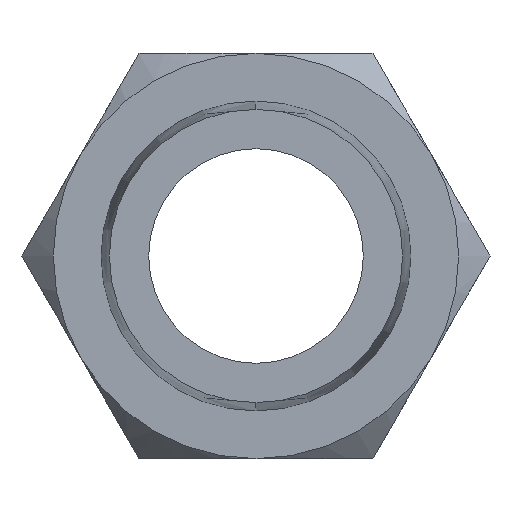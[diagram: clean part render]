
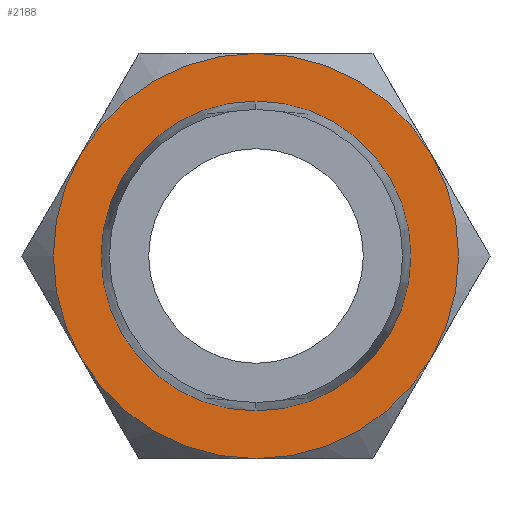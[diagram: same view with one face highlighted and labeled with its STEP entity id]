
A CAD part, left-side view. The second image highlights one B-rep face of the part: STEP entity #2188.
In plain terms, the highlighted planar face has unit normal (-1, 0, 0).
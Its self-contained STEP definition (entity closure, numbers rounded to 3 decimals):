
#64 = FACE_BOUND ( 'NONE', #566, .T. ) ;
#141 = DIRECTION ( 'NONE',  ( 0., 0., -1. ) ) ;
#202 = VERTEX_POINT ( 'NONE', #331 ) ;
#232 = ORIENTED_EDGE ( 'NONE', *, *, #1910, .F. ) ;
#242 = ORIENTED_EDGE ( 'NONE', *, *, #3648, .F. ) ;
#301 = CARTESIAN_POINT ( 'NONE',  ( 15., -7.361, 4.25 ) ) ;
#309 = ORIENTED_EDGE ( 'NONE', *, *, #1764, .F. ) ;
#331 = CARTESIAN_POINT ( 'NONE',  ( 15., 7.361, -4.25 ) ) ;
#336 = CARTESIAN_POINT ( 'NONE',  ( 15., 0., 8.5 ) ) ;
#371 = CIRCLE ( 'NONE', #1335, 8.5 ) ;
#381 = DIRECTION ( 'NONE',  ( 0., 0., -1. ) ) ;
#405 = CARTESIAN_POINT ( 'NONE',  ( 15., 0., 6.5 ) ) ;
#566 = EDGE_LOOP ( 'NONE', ( #2436, #309 ) ) ;
#622 = DIRECTION ( 'NONE',  ( 1., 0., 0. ) ) ;
#737 = CIRCLE ( 'NONE', #2978, 6.5 ) ;
#844 = DIRECTION ( 'NONE',  ( 1., 0., 0. ) ) ;
#846 = ORIENTED_EDGE ( 'NONE', *, *, #2341, .F. ) ;
#883 = DIRECTION ( 'NONE',  ( -1., 0., 0. ) ) ;
#894 = CIRCLE ( 'NONE', #1373, 6.5 ) ;
#956 = CARTESIAN_POINT ( 'NONE',  ( 15., 0., 0. ) ) ;
#1055 = CIRCLE ( 'NONE', #4110, 8.5 ) ;
#1058 = CARTESIAN_POINT ( 'NONE',  ( 15., 0., 0. ) ) ;
#1151 = DIRECTION ( 'NONE',  ( -1., 0., 0. ) ) ;
#1211 = CIRCLE ( 'NONE', #4187, 8.5 ) ;
#1232 = DIRECTION ( 'NONE',  ( 0., 0., 1. ) ) ;
#1335 = AXIS2_PLACEMENT_3D ( 'NONE', #4503, #4251, #1528 ) ;
#1373 = AXIS2_PLACEMENT_3D ( 'NONE', #3006, #1151, #4626 ) ;
#1431 = DIRECTION ( 'NONE',  ( 1., 0., 0. ) ) ;
#1452 = AXIS2_PLACEMENT_3D ( 'NONE', #1058, #3415, #3824 ) ;
#1479 = EDGE_LOOP ( 'NONE', ( #3336, #242, #1592, #846, #3555, #232 ) ) ;
#1482 = EDGE_CURVE ( 'NONE', #4290, #4125, #3626, .T. ) ;
#1513 = VERTEX_POINT ( 'NONE', #3769 ) ;
#1528 = DIRECTION ( 'NONE',  ( 0., 0., -1. ) ) ;
#1584 = DIRECTION ( 'NONE',  ( 1., 0., 0. ) ) ;
#1590 = FACE_OUTER_BOUND ( 'NONE', #1479, .T. ) ;
#1592 = ORIENTED_EDGE ( 'NONE', *, *, #3077, .F. ) ;
#1718 = CARTESIAN_POINT ( 'NONE',  ( 15., 0., -8.5 ) ) ;
#1726 = CARTESIAN_POINT ( 'NONE',  ( 15., 0., 0. ) ) ;
#1764 = EDGE_CURVE ( 'NONE', #1513, #2404, #894, .T. ) ;
#1867 = CIRCLE ( 'NONE', #2111, 8.5 ) ;
#1910 = EDGE_CURVE ( 'NONE', #202, #4125, #1211, .T. ) ;
#2111 = AXIS2_PLACEMENT_3D ( 'NONE', #2204, #1431, #2250 ) ;
#2188 = ADVANCED_FACE ( 'NONE', ( #64, #1590 ), #3559, .F. ) ;
#2204 = CARTESIAN_POINT ( 'NONE',  ( 15., 0., 0. ) ) ;
#2250 = DIRECTION ( 'NONE',  ( 0., 0., -1. ) ) ;
#2319 = CARTESIAN_POINT ( 'NONE',  ( 15., 0., 0. ) ) ;
#2341 = EDGE_CURVE ( 'NONE', #4290, #3678, #1055, .T. ) ;
#2404 = VERTEX_POINT ( 'NONE', #405 ) ;
#2436 = ORIENTED_EDGE ( 'NONE', *, *, #2457, .F. ) ;
#2457 = EDGE_CURVE ( 'NONE', #2404, #1513, #737, .T. ) ;
#2656 = EDGE_CURVE ( 'NONE', #4514, #202, #371, .T. ) ;
#2821 = AXIS2_PLACEMENT_3D ( 'NONE', #2319, #844, #141 ) ;
#2882 = DIRECTION ( 'NONE',  ( 0., 0., -1. ) ) ;
#2905 = DIRECTION ( 'NONE',  ( 0., 0., -1. ) ) ;
#2932 = CARTESIAN_POINT ( 'NONE',  ( 15., -7.361, -4.25 ) ) ;
#2958 = VERTEX_POINT ( 'NONE', #2932 ) ;
#2978 = AXIS2_PLACEMENT_3D ( 'NONE', #956, #883, #1232 ) ;
#3006 = CARTESIAN_POINT ( 'NONE',  ( 15., 0., 0. ) ) ;
#3063 = CARTESIAN_POINT ( 'NONE',  ( 15., 0., 0. ) ) ;
#3077 = EDGE_CURVE ( 'NONE', #3678, #2958, #4442, .T. ) ;
#3336 = ORIENTED_EDGE ( 'NONE', *, *, #2656, .F. ) ;
#3415 = DIRECTION ( 'NONE',  ( -1., 0., 0. ) ) ;
#3555 = ORIENTED_EDGE ( 'NONE', *, *, #1482, .T. ) ;
#3559 = PLANE ( 'NONE',  #2821 ) ;
#3626 = CIRCLE ( 'NONE', #1452, 8.5 ) ;
#3646 = CARTESIAN_POINT ( 'NONE',  ( 15., 0., 0. ) ) ;
#3648 = EDGE_CURVE ( 'NONE', #2958, #4514, #1867, .T. ) ;
#3678 = VERTEX_POINT ( 'NONE', #301 ) ;
#3769 = CARTESIAN_POINT ( 'NONE',  ( 15., 0., -6.5 ) ) ;
#3824 = DIRECTION ( 'NONE',  ( 0., 0., 1. ) ) ;
#4092 = DIRECTION ( 'NONE',  ( 1., 0., 0. ) ) ;
#4110 = AXIS2_PLACEMENT_3D ( 'NONE', #3063, #1584, #381 ) ;
#4125 = VERTEX_POINT ( 'NONE', #4980 ) ;
#4187 = AXIS2_PLACEMENT_3D ( 'NONE', #1726, #4092, #2905 ) ;
#4251 = DIRECTION ( 'NONE',  ( 1., 0., 0. ) ) ;
#4290 = VERTEX_POINT ( 'NONE', #336 ) ;
#4442 = CIRCLE ( 'NONE', #4524, 8.5 ) ;
#4503 = CARTESIAN_POINT ( 'NONE',  ( 15., 0., 0. ) ) ;
#4514 = VERTEX_POINT ( 'NONE', #1718 ) ;
#4524 = AXIS2_PLACEMENT_3D ( 'NONE', #3646, #622, #2882 ) ;
#4626 = DIRECTION ( 'NONE',  ( 0., 0., 1. ) ) ;
#4980 = CARTESIAN_POINT ( 'NONE',  ( 15., 7.361, 4.25 ) ) ;
